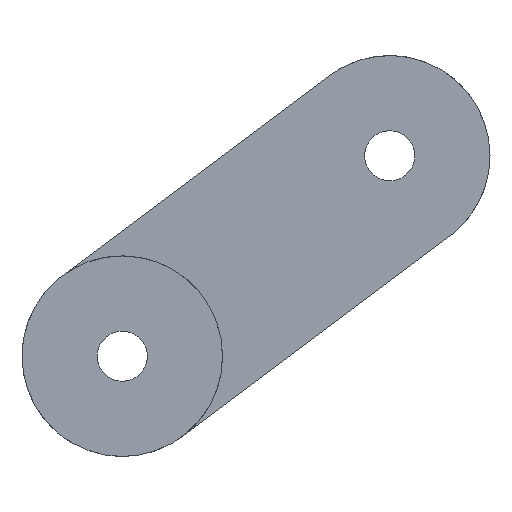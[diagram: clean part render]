
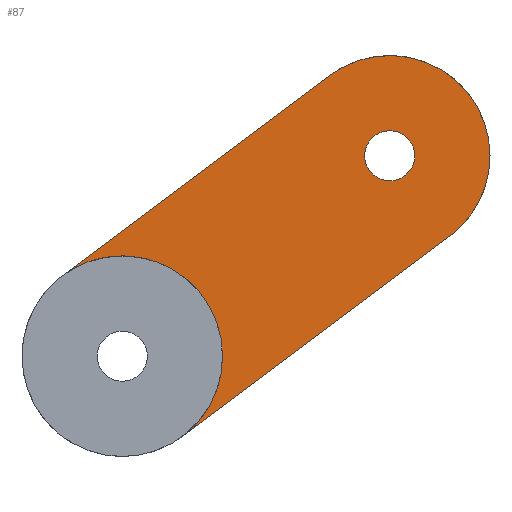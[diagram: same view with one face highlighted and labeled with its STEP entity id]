
A CAD part, left-side view. The second image highlights one B-rep face of the part: STEP entity #87.
In plain terms, the highlighted planar face has unit normal (-1, 0, 0).
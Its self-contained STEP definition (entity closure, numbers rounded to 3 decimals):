
#10 = ORIENTED_EDGE ( 'NONE', *, *, #349, .F. ) ;
#16 = VERTEX_POINT ( 'NONE', #468 ) ;
#20 = DIRECTION ( 'NONE',  ( 1., 0., 0. ) ) ;
#34 = DIRECTION ( 'NONE',  ( -1., 0., 0. ) ) ;
#50 = FACE_BOUND ( 'NONE', #475, .T. ) ;
#52 = EDGE_CURVE ( 'NONE', #150, #473, #508, .T. ) ;
#58 = ORIENTED_EDGE ( 'NONE', *, *, #52, .T. ) ;
#72 = CARTESIAN_POINT ( 'NONE',  ( 3.75, 11.771, -18.368 ) ) ;
#78 = CARTESIAN_POINT ( 'NONE',  ( 3.75, 4.97, -14.773 ) ) ;
#87 = ADVANCED_FACE ( 'NONE', ( #50, #337 ), #136, .T. ) ;
#88 = DIRECTION ( 'NONE',  ( 0., -1., 0. ) ) ;
#100 = VECTOR ( 'NONE', #230, 1000. ) ;
#102 = VERTEX_POINT ( 'NONE', #462 ) ;
#116 = DIRECTION ( 'NONE',  ( 0., -1., 0. ) ) ;
#118 = CIRCLE ( 'NONE', #206, 3. ) ;
#119 = AXIS2_PLACEMENT_3D ( 'NONE', #237, #241, #396 ) ;
#125 = CARTESIAN_POINT ( 'NONE',  ( 3.75, 6.018, -12.372 ) ) ;
#127 = CARTESIAN_POINT ( 'NONE',  ( 3.75, 6.768, -12.372 ) ) ;
#136 = PLANE ( 'NONE',  #482 ) ;
#143 = CARTESIAN_POINT ( 'NONE',  ( 3.75, 6.768, -12.372 ) ) ;
#147 = ORIENTED_EDGE ( 'NONE', *, *, #513, .F. ) ;
#150 = VERTEX_POINT ( 'NONE', #125 ) ;
#152 = DIRECTION ( 'NONE',  ( 0., -1., 0. ) ) ;
#174 = DIRECTION ( 'NONE',  ( 0., 1., 0. ) ) ;
#192 = LINE ( 'NONE', #280, #100 ) ;
#195 = CARTESIAN_POINT ( 'NONE',  ( 3.75, 6.768, -12.372 ) ) ;
#202 = DIRECTION ( 'NONE',  ( -1., 0., 0. ) ) ;
#203 = CARTESIAN_POINT ( 'NONE',  ( 3.75, 7.518, -12.372 ) ) ;
#206 = AXIS2_PLACEMENT_3D ( 'NONE', #310, #34, #152 ) ;
#214 = DIRECTION ( 'NONE',  ( 1., 0., 0. ) ) ;
#216 = EDGE_CURVE ( 'NONE', #102, #16, #406, .T. ) ;
#230 = DIRECTION ( 'NONE',  ( 0., -0.8, 0.6 ) ) ;
#237 = CARTESIAN_POINT ( 'NONE',  ( 3.75, 6.768, -12.372 ) ) ;
#241 = DIRECTION ( 'NONE',  ( 1., 0., 0. ) ) ;
#256 = DIRECTION ( 'NONE',  ( -1., 0., 0. ) ) ;
#267 = LINE ( 'NONE', #438, #469 ) ;
#278 = VERTEX_POINT ( 'NONE', #399 ) ;
#280 = CARTESIAN_POINT ( 'NONE',  ( 3.75, 12.973, -20.769 ) ) ;
#281 = ORIENTED_EDGE ( 'NONE', *, *, #299, .T. ) ;
#295 = DIRECTION ( 'NONE',  ( 1., 0., 0. ) ) ;
#299 = EDGE_CURVE ( 'NONE', #102, #342, #267, .T. ) ;
#301 = EDGE_CURVE ( 'NONE', #278, #333, #192, .T. ) ;
#302 = DIRECTION ( 'NONE',  ( 0., -1., 0. ) ) ;
#306 = ORIENTED_EDGE ( 'NONE', *, *, #317, .T. ) ;
#310 = CARTESIAN_POINT ( 'NONE',  ( 3.75, 14.771, -18.368 ) ) ;
#317 = EDGE_CURVE ( 'NONE', #473, #150, #402, .T. ) ;
#318 = DIRECTION ( 'NONE',  ( 0., 0.8, -0.6 ) ) ;
#319 = VERTEX_POINT ( 'NONE', #72 ) ;
#333 = VERTEX_POINT ( 'NONE', #78 ) ;
#335 = ORIENTED_EDGE ( 'NONE', *, *, #360, .F. ) ;
#337 = FACE_OUTER_BOUND ( 'NONE', #467, .T. ) ;
#342 = VERTEX_POINT ( 'NONE', #443 ) ;
#344 = AXIS2_PLACEMENT_3D ( 'NONE', #143, #214, #174 ) ;
#349 = EDGE_CURVE ( 'NONE', #16, #333, #353, .T. ) ;
#352 = CIRCLE ( 'NONE', #417, 3. ) ;
#353 = CIRCLE ( 'NONE', #119, 3. ) ;
#360 = EDGE_CURVE ( 'NONE', #319, #342, #118, .T. ) ;
#363 = DIRECTION ( 'NONE',  ( 0., 1., 0. ) ) ;
#376 = AXIS2_PLACEMENT_3D ( 'NONE', #195, #20, #363 ) ;
#396 = DIRECTION ( 'NONE',  ( 0., -1., 0. ) ) ;
#399 = CARTESIAN_POINT ( 'NONE',  ( 3.75, 12.973, -20.769 ) ) ;
#400 = ORIENTED_EDGE ( 'NONE', *, *, #216, .F. ) ;
#402 = CIRCLE ( 'NONE', #376, 0.75 ) ;
#406 = CIRCLE ( 'NONE', #494, 3. ) ;
#417 = AXIS2_PLACEMENT_3D ( 'NONE', #529, #202, #116 ) ;
#438 = CARTESIAN_POINT ( 'NONE',  ( 3.75, 8.567, -9.971 ) ) ;
#443 = CARTESIAN_POINT ( 'NONE',  ( 3.75, 16.57, -15.967 ) ) ;
#458 = CARTESIAN_POINT ( 'NONE',  ( 3.75, 10.77, -15.37 ) ) ;
#462 = CARTESIAN_POINT ( 'NONE',  ( 3.75, 8.567, -9.971 ) ) ;
#467 = EDGE_LOOP ( 'NONE', ( #281, #335, #147, #522, #10, #400 ) ) ;
#468 = CARTESIAN_POINT ( 'NONE',  ( 3.75, 3.768, -12.372 ) ) ;
#469 = VECTOR ( 'NONE', #318, 1000. ) ;
#473 = VERTEX_POINT ( 'NONE', #203 ) ;
#475 = EDGE_LOOP ( 'NONE', ( #306, #58 ) ) ;
#482 = AXIS2_PLACEMENT_3D ( 'NONE', #458, #256, #302 ) ;
#494 = AXIS2_PLACEMENT_3D ( 'NONE', #127, #295, #88 ) ;
#508 = CIRCLE ( 'NONE', #344, 0.75 ) ;
#513 = EDGE_CURVE ( 'NONE', #278, #319, #352, .T. ) ;
#522 = ORIENTED_EDGE ( 'NONE', *, *, #301, .T. ) ;
#529 = CARTESIAN_POINT ( 'NONE',  ( 3.75, 14.771, -18.368 ) ) ;
